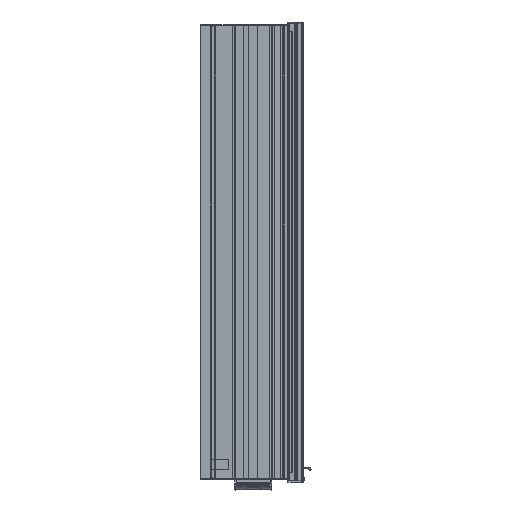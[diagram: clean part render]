
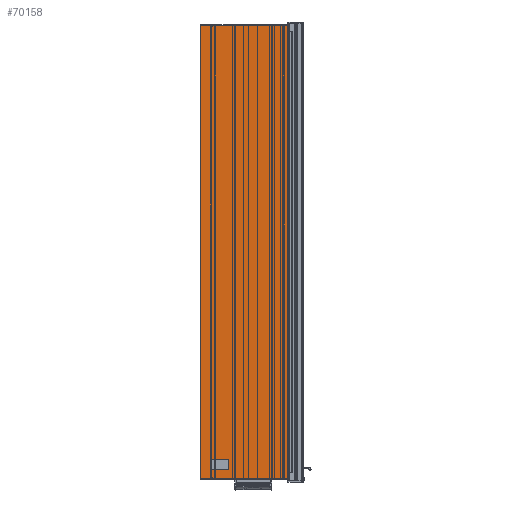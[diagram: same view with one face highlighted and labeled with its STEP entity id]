
A CAD part, left-side view. The second image highlights one B-rep face of the part: STEP entity #70158.
In plain terms, the highlighted planar face has unit normal (-1, 0, 0).
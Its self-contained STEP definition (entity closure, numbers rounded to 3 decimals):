
#9237=FACE_OUTER_BOUND('',#13175,.T.);
#13175=EDGE_LOOP('',(#61328,#61329,#61330,#61331));
#19167=LINE('',#119822,#25768);
#19173=LINE('',#119834,#25774);
#19176=LINE('',#119839,#25777);
#19177=LINE('',#119841,#25778);
#25768=VECTOR('',#95612,739.);
#25774=VECTOR('',#95620,739.);
#25777=VECTOR('',#95627,141.);
#25778=VECTOR('',#95630,141.);
#32584=VERTEX_POINT('',#119819);
#32585=VERTEX_POINT('',#119821);
#32587=VERTEX_POINT('',#119827);
#32590=VERTEX_POINT('',#119832);
#42378=EDGE_CURVE('',#32584,#32585,#19167,.T.);
#42384=EDGE_CURVE('',#32590,#32587,#19173,.T.);
#42387=EDGE_CURVE('',#32585,#32590,#19176,.T.);
#42388=EDGE_CURVE('',#32584,#32587,#19177,.T.);
#61328=ORIENTED_EDGE('',*,*,#42388,.T.);
#61329=ORIENTED_EDGE('',*,*,#42384,.F.);
#61330=ORIENTED_EDGE('',*,*,#42387,.F.);
#61331=ORIENTED_EDGE('',*,*,#42378,.F.);
#66722=PLANE('',#76910);
#70158=ADVANCED_FACE('',(#9237),#66722,.F.);
#76910=AXIS2_PLACEMENT_3D('',#119840,#95628,#95629);
#95612=DIRECTION('',(0.,0.,-1.));
#95620=DIRECTION('',(0.,0.,1.));
#95627=DIRECTION('',(0.,1.,0.));
#95628=DIRECTION('center_axis',(1.,0.,0.));
#95629=DIRECTION('ref_axis',(0.,1.,0.));
#95630=DIRECTION('',(0.,1.,0.));
#119819=CARTESIAN_POINT('',(1.,25.95,744.5));
#119821=CARTESIAN_POINT('',(1.,25.95,5.5));
#119822=CARTESIAN_POINT('',(1.,25.95,375.5));
#119827=CARTESIAN_POINT('',(1.,166.95,744.5));
#119832=CARTESIAN_POINT('',(1.,166.95,5.5));
#119834=CARTESIAN_POINT('',(1.,166.95,375.5));
#119839=CARTESIAN_POINT('',(1.,96.45,5.5));
#119840=CARTESIAN_POINT('Origin',(1.,96.45,375.5));
#119841=CARTESIAN_POINT('',(1.,96.45,744.5));
